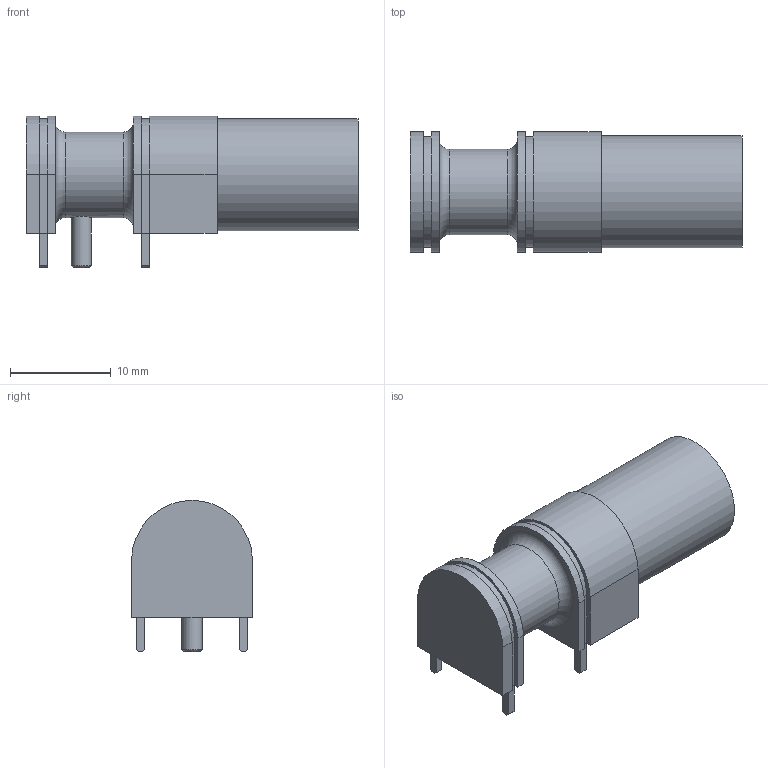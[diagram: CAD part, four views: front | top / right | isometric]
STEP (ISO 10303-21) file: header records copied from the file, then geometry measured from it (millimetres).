
FILE_DESCRIPTION(('FreeCAD Model'),'2;1');
FILE_NAME('Pomona_Electronics_-_73099-2-nologo.step','2021-11-26T00:57:31',('Author'),('') ,'Open CASCADE STEP processor 7.3','FreeCAD','Unknown');
FILE_SCHEMA(('AUTOMOTIVE_DESIGN { 1 0 10303 214 1 1 1 1 }'));
Length unit declared in the file: millimetre
Products named in the file (5): Ensamblaje5; Pieza27; SOLID; COMPOUND; Pieza28
Assembly tree (4 placements, depth 3):
  Ensamblaje5
    Pieza27
      SOLID
      COMPOUND
    Pieza28
Bounding box: 33 x 12 x 15.03 mm (x, y, z)
Volume: 2858.4 mm3; surface area: 2284.8 mm2
Topology: 4 solids, 4 shells, 89 faces, 488 edges, 1177 vertices
Faces by surface type: plane 69, cylinder 17, torus 2, cone 1
Full cylindrical faces by diameter (mm): 2 x1, 2.2 x1, 5.351 x1, 6.2 x1, 8.5 x1, 9.1 x1, 11.127 x1
Entity records: 6253 total; most frequent: CARTESIAN_POINT 1802, DIRECTION 743, ORIENTED_EDGE 464, LINE 409, VECTOR 409, GEOMETRIC_CURVE_SET 258, TRIMMED_CURVE 256, EDGE_CURVE 232
